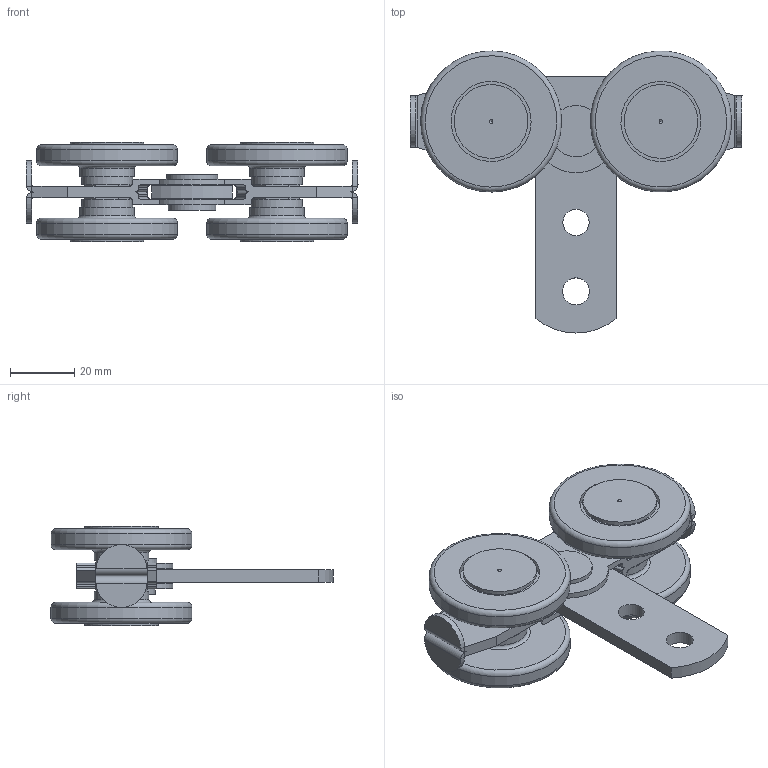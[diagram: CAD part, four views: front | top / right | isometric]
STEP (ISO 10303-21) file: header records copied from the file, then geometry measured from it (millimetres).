
FILE_DESCRIPTION(/* description */ (''),/* implementation_level */ '2;1');
FILE_NAME(/* name */ '0752.stp',/* time_stamp */ '2018-04-03T14:46:32+02:00',/* author */ ('Giuliano'),/* organization */ (''),/* preprocessor_version */ 'ST-DEVELOPER v16.5',/* originating_system */ 'Autodesk Inventor 2017',/* authorisation */ '');
FILE_SCHEMA (('AUTOMOTIVE_DESIGN { 1 0 10303 214 3 1 1 }'));
Length unit declared in the file: millimetre
Products named in the file (1): Pièce2
Bounding box: 103.6 x 88 x 31 mm (x, y, z)
Volume: 59644 mm3; surface area: 36002.5 mm2
Topology: 4 solids, 4 shells, 951 faces, 2686 edges, 1779 vertices
Faces by surface type: plane 839, cylinder 92, torus 12, cone 8
Full cylindrical faces by diameter (mm): 7.92 x2, 8 x4, 8.05 x2, 8.2 x5, 8.4 x1, 13.9 x1, 14.2 x2, 14.5 x1, 15 x1, 16 x9, 17 x4, 23 x4, 25 x4, 44 x4
Entity records: 32319 total; most frequent: CARTESIAN_POINT 5412, DIRECTION 5398, ORIENTED_EDGE 5204, EDGE_CURVE 2602, AXIS2_PLACEMENT_3D 1860, VERTEX_POINT 1762, LINE 1678, VECTOR 1678
